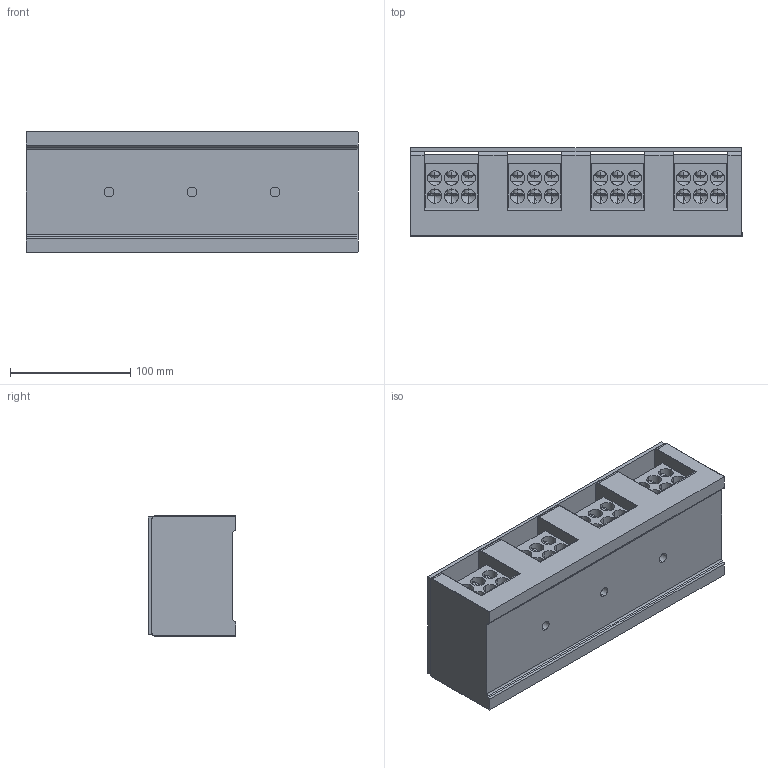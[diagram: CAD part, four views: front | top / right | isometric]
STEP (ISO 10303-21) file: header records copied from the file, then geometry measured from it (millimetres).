
FILE_DESCRIPTION((''),'2;1');
FILE_NAME('UDJ-6004_6_50','2024-07-05T',('dell'),(''),'PRO/ENGINEER BY PARAMETRIC TECHNOLOGY CORPORATION, 2013230','PRO/ENGINEER BY PARAMETRIC TECHNOLOGY CORPORATION, 2013230','');
FILE_SCHEMA(('AUTOMOTIVE_DESIGN { 1 0 10303 214 1 1 1 1 }'));
Products named in the file (1): UDJ-6004_6_50
Bounding box: 276 x 73 x 100 mm (x, y, z)
Volume: 1329500 mm3; surface area: 274722.7 mm2
Topology: 5 solids, 43 shells, 2306 faces, 6254 edges, 3922 vertices
Faces by surface type: plane 1390, cylinder 420, cone 220, bspline 176, sphere 64, torus 36
Entity records: 82866 total; most frequent: CARTESIAN_POINT 26546, ORIENTED_EDGE 12220, DIRECTION 10766, EDGE_CURVE 6110, VECTOR 4166, LINE 4166, VERTEX_POINT 3922, AXIS2_PLACEMENT_3D 3300
